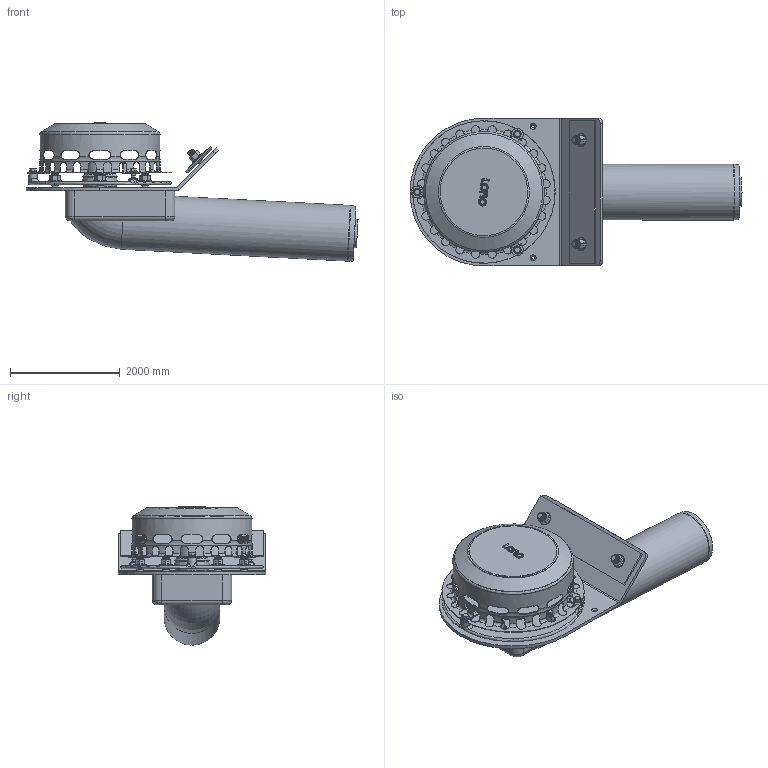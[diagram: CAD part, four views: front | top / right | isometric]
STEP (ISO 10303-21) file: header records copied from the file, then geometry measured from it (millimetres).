
FILE_DESCRIPTION(/* description */ (''),/* implementation_level */ '2;1');
FILE_NAME(/* name */ '13614.100X_3D.stp',/* time_stamp */ '2024-12-11T14:49:50+01:00',/* author */ ('CAD'),/* organization */ (''),/* preprocessor_version */ 'ST-DEVELOPER v20',/* originating_system */ 'AutoCAD Mechanical',/* authorisation */ '');
FILE_SCHEMA (('AUTOMOTIVE_DESIGN { 1 0 10303 214 3 1 1 }'));
Length unit declared in the file: centimetre
Products named in the file (6): Product; KORB; *U2; *U1; *S3; STUTZEN
Assembly tree (10 placements, depth 3):
  Product
    KORB
    *U2
      *U1  x6
    *S3
    STUTZEN
Bounding box: 6063.65 x 2700 x 2525.94 mm (x, y, z)
Volume: 1599183940.1 mm3; surface area: 117034837.7 mm2
Topology: 40 solids, 40 shells, 1497 faces, 3552 edges, 2105 vertices
Faces by surface type: cylinder 519, cone 458, plane 367, torus 126, bspline 24, sphere 3
Full cylindrical faces by diameter (mm): 40 x3, 55 x2, 60 x3, 70 x12, 80 x21, 100 x3, 105 x2, 120 x144, 133.198 x40, 160 x8, 500 x5, 530 x5, 558.788 x1, 560 x1, 578.049 x1, 590 x1, 600 x1, 630 x1, 980 x1, 1020 x1, 1220 x1, 2130 x1, 2180 x2, 2200 x2, 2600 x1
Entity records: 47399 total; most frequent: CARTESIAN_POINT 16123, DIRECTION 6777, ORIENTED_EDGE 6380, EDGE_CURVE 3190, AXIS2_PLACEMENT_3D 2765, VERTEX_POINT 1887, EDGE_LOOP 1453, CIRCLE 1404
